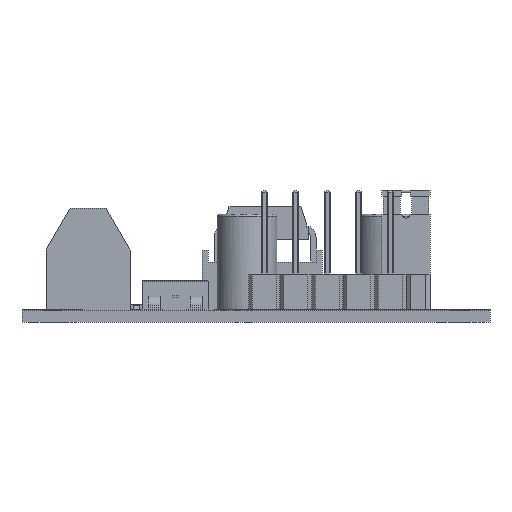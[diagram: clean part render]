
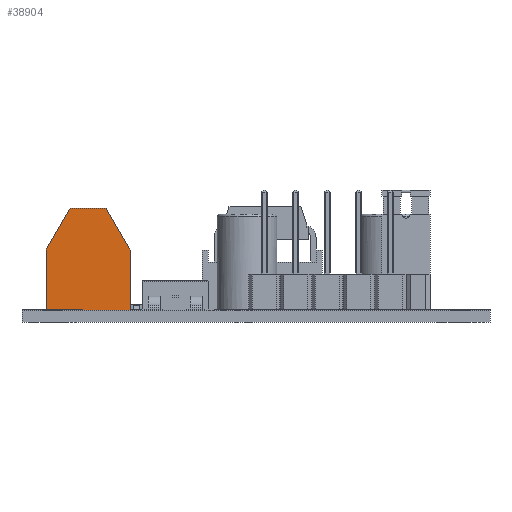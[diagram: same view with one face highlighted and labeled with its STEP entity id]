
A CAD part, left-side view. The second image highlights one B-rep face of the part: STEP entity #38904.
In plain terms, the highlighted planar face has unit normal (-1, 0, 0).
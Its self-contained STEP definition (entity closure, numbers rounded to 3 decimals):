
#7462=CARTESIAN_POINT('',(-10.,10.5,1.));
#7463=VERTEX_POINT('',#7462);
#7464=CARTESIAN_POINT('',(-10.,19.25,1.));
#7465=VERTEX_POINT('',#7464);
#7466=CARTESIAN_POINT('',(-10.,10.5,1.));
#7467=DIRECTION('',(0.,1.,0.));
#7468=VECTOR('',#7467,8.75);
#7469=LINE('',#7466,#7468);
#7470=EDGE_CURVE('',#7463,#7465,#7469,.T.);
#38823=CARTESIAN_POINT('',(-10.,10.5,1.01));
#38824=VERTEX_POINT('',#38823);
#38832=CARTESIAN_POINT('',(-10.,10.5,1.));
#38833=DIRECTION('',(0.,0.,1.));
#38834=VECTOR('',#38833,0.01);
#38835=LINE('',#38832,#38834);
#38836=EDGE_CURVE('',#7463,#38824,#38835,.T.);
#38841=CARTESIAN_POINT('',(-10.,-12.855,1.));
#38842=DIRECTION('',(-1.,-0.,0.));
#38843=DIRECTION('',(0.,-1.,0.));
#38844=AXIS2_PLACEMENT_3D('',#38841,#38842,#38843);
#38845=PLANE('',#38844);
#38846=ORIENTED_EDGE('',*,*,#7470,.F.);
#38847=ORIENTED_EDGE('',*,*,#38836,.T.);
#38848=CARTESIAN_POINT('',(-10.,10.5,6.));
#38849=VERTEX_POINT('',#38848);
#38850=CARTESIAN_POINT('',(-10.,10.5,1.01));
#38851=DIRECTION('',(0.,0.,1.));
#38852=VECTOR('',#38851,4.99);
#38853=LINE('',#38850,#38852);
#38854=EDGE_CURVE('',#38824,#38849,#38853,.T.);
#38855=ORIENTED_EDGE('',*,*,#38854,.T.);
#38856=CARTESIAN_POINT('',(-10.,12.5,9.464));
#38857=VERTEX_POINT('',#38856);
#38858=CARTESIAN_POINT('',(-10.,10.5,6.));
#38859=DIRECTION('',(-0.,0.5,0.866));
#38860=VECTOR('',#38859,4.);
#38861=LINE('',#38858,#38860);
#38862=EDGE_CURVE('',#38849,#38857,#38861,.T.);
#38863=ORIENTED_EDGE('',*,*,#38862,.T.);
#38864=CARTESIAN_POINT('',(-10.,15.5,9.464));
#38865=VERTEX_POINT('',#38864);
#38866=CARTESIAN_POINT('',(-10.,12.5,9.464));
#38867=DIRECTION('',(-0.,1.,0.));
#38868=VECTOR('',#38867,3.);
#38869=LINE('',#38866,#38868);
#38870=EDGE_CURVE('',#38857,#38865,#38869,.T.);
#38871=ORIENTED_EDGE('',*,*,#38870,.T.);
#38872=CARTESIAN_POINT('',(-10.,17.5,6.));
#38873=VERTEX_POINT('',#38872);
#38874=CARTESIAN_POINT('',(-10.,15.5,9.464));
#38875=DIRECTION('',(-0.,0.5,-0.866));
#38876=VECTOR('',#38875,4.);
#38877=LINE('',#38874,#38876);
#38878=EDGE_CURVE('',#38865,#38873,#38877,.T.);
#38879=ORIENTED_EDGE('',*,*,#38878,.T.);
#38880=CARTESIAN_POINT('',(-10.,17.5,1.01));
#38881=VERTEX_POINT('',#38880);
#38882=CARTESIAN_POINT('',(-10.,17.5,1.01));
#38883=DIRECTION('',(0.,0.,1.));
#38884=VECTOR('',#38883,4.99);
#38885=LINE('',#38882,#38884);
#38886=EDGE_CURVE('',#38881,#38873,#38885,.T.);
#38887=ORIENTED_EDGE('',*,*,#38886,.F.);
#38888=CARTESIAN_POINT('',(-10.,19.25,1.01));
#38889=VERTEX_POINT('',#38888);
#38890=CARTESIAN_POINT('',(-10.,19.25,1.01));
#38891=DIRECTION('',(0.,-1.,0.));
#38892=VECTOR('',#38891,1.75);
#38893=LINE('',#38890,#38892);
#38894=EDGE_CURVE('',#38889,#38881,#38893,.T.);
#38895=ORIENTED_EDGE('',*,*,#38894,.F.);
#38896=CARTESIAN_POINT('',(-10.,19.25,1.));
#38897=DIRECTION('',(0.,0.,1.));
#38898=VECTOR('',#38897,0.01);
#38899=LINE('',#38896,#38898);
#38900=EDGE_CURVE('',#7465,#38889,#38899,.T.);
#38901=ORIENTED_EDGE('',*,*,#38900,.F.);
#38902=EDGE_LOOP('',(#38846,#38847,#38855,#38863,#38871,#38879,#38887,#38895,#38901));
#38903=FACE_BOUND('',#38902,.T.);
#38904=ADVANCED_FACE('',(#38903),#38845,.T.);
